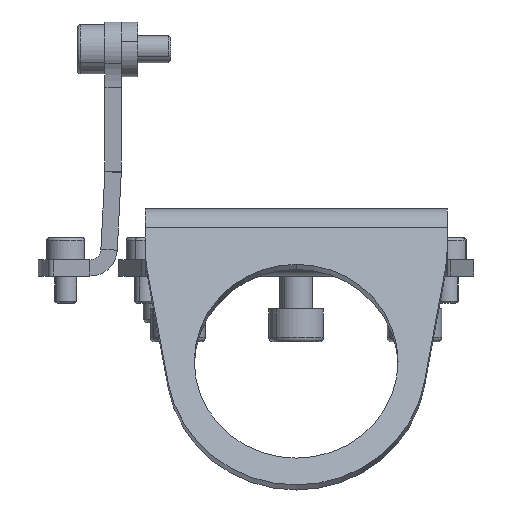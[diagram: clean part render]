
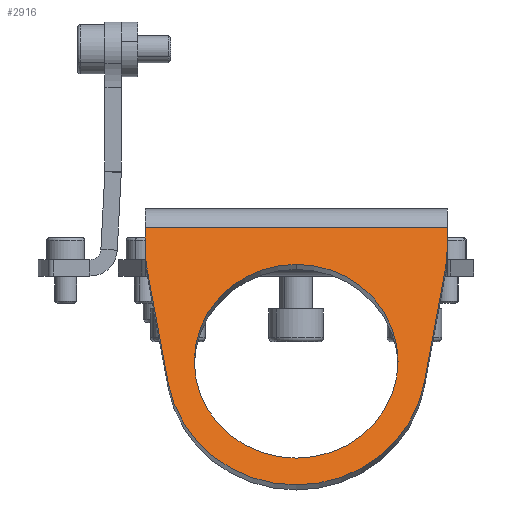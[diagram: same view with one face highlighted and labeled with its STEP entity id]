
A CAD part, left-side view. The second image highlights one B-rep face of the part: STEP entity #2916.
In plain terms, the highlighted planar face has unit normal (-0.951, 0, 0.309).
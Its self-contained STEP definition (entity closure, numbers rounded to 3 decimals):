
#175 = DIRECTION ( 'NONE',  ( -0.309, 0., -0.951 ) ) ;
#370 = AXIS2_PLACEMENT_3D ( 'NONE', #2123, #6869, #2792 ) ;
#578 = VERTEX_POINT ( 'NONE', #7477 ) ;
#701 = DIRECTION ( 'NONE',  ( -0.951, 0., 0.309 ) ) ;
#801 = VECTOR ( 'NONE', #8889, 1000. ) ;
#930 = CIRCLE ( 'NONE', #2355, 23.8 ) ;
#942 = LINE ( 'NONE', #1367, #4356 ) ;
#1280 = VERTEX_POINT ( 'NONE', #3389 ) ;
#1367 = CARTESIAN_POINT ( 'NONE',  ( -56.366, 1441.636, -906.673 ) ) ;
#1581 = CARTESIAN_POINT ( 'NONE',  ( -61.75, 1384.196, -923.244 ) ) ;
#1709 = EDGE_CURVE ( 'NONE', #8708, #1280, #2419, .T. ) ;
#2062 = VECTOR ( 'NONE', #5440, 1000. ) ;
#2103 = VERTEX_POINT ( 'NONE', #1581 ) ;
#2123 = CARTESIAN_POINT ( 'NONE',  ( -67.038, 1411.38, -939.517 ) ) ;
#2178 = AXIS2_PLACEMENT_3D ( 'NONE', #2259, #7023, #2933 ) ;
#2233 = ORIENTED_EDGE ( 'NONE', *, *, #6386, .F. ) ;
#2259 = CARTESIAN_POINT ( 'NONE',  ( -60.141, 1409.02, -918.29 ) ) ;
#2286 = LINE ( 'NONE', #3615, #3868 ) ;
#2355 = AXIS2_PLACEMENT_3D ( 'NONE', #8007, #3880, #8680 ) ;
#2419 = LINE ( 'NONE', #4091, #801 ) ;
#2425 = CARTESIAN_POINT ( 'NONE',  ( -57.006, 1453.38, -908.642 ) ) ;
#2454 = CARTESIAN_POINT ( 'NONE',  ( -67.038, 1411.38, -939.517 ) ) ;
#2623 = ORIENTED_EDGE ( 'NONE', *, *, #5024, .F. ) ;
#2644 = CIRCLE ( 'NONE', #2178, 30. ) ;
#2750 = CIRCLE ( 'NONE', #8023, 18.65 ) ;
#2792 = DIRECTION ( 'NONE',  ( 0.309, 0., 0.951 ) ) ;
#2794 = EDGE_CURVE ( 'NONE', #5880, #7739, #2286, .T. ) ;
#2916 = ADVANCED_FACE ( 'NONE', ( #4818, #8274 ), #7906, .T. ) ;
#2933 = DIRECTION ( 'NONE',  ( 0.309, 0., 0.951 ) ) ;
#2982 = CARTESIAN_POINT ( 'NONE',  ( -72.801, 1411.38, -957.254 ) ) ;
#3133 = DIRECTION ( 'NONE',  ( 0.309, 0., 0.951 ) ) ;
#3389 = CARTESIAN_POINT ( 'NONE',  ( -59.094, 1439.02, -915.068 ) ) ;
#3429 = ORIENTED_EDGE ( 'NONE', *, *, #5100, .F. ) ;
#3615 = CARTESIAN_POINT ( 'NONE',  ( -57.006, 1383.74, -908.642 ) ) ;
#3738 = CARTESIAN_POINT ( 'NONE',  ( -61.275, 1411.38, -921.78 ) ) ;
#3744 = VERTEX_POINT ( 'NONE', #3738 ) ;
#3851 = DIRECTION ( 'NONE',  ( 0., -1., 0. ) ) ;
#3866 = LINE ( 'NONE', #4763, #2062 ) ;
#3868 = VECTOR ( 'NONE', #175, 1000. ) ;
#3880 = DIRECTION ( 'NONE',  ( 0.951, 0., -0.309 ) ) ;
#3883 = EDGE_CURVE ( 'NONE', #1280, #5880, #4797, .T. ) ;
#3887 = ORIENTED_EDGE ( 'NONE', *, *, #3883, .F. ) ;
#3988 = CIRCLE ( 'NONE', #7533, 30. ) ;
#4026 = CARTESIAN_POINT ( 'NONE',  ( -68.315, 1434.818, -943.447 ) ) ;
#4091 = CARTESIAN_POINT ( 'NONE',  ( -57.006, 1439.02, -908.642 ) ) ;
#4231 = EDGE_CURVE ( 'NONE', #5281, #578, #942, .T. ) ;
#4325 = ORIENTED_EDGE ( 'NONE', *, *, #6357, .T. ) ;
#4356 = VECTOR ( 'NONE', #5437, 1000. ) ;
#4435 = DIRECTION ( 'NONE',  ( -0.951, 0., 0.309 ) ) ;
#4496 = ORIENTED_EDGE ( 'NONE', *, *, #4889, .T. ) ;
#4498 = ORIENTED_EDGE ( 'NONE', *, *, #7146, .F. ) ;
#4540 = CARTESIAN_POINT ( 'NONE',  ( -59.094, 1453.38, -915.068 ) ) ;
#4621 = EDGE_LOOP ( 'NONE', ( #2233, #2623 ) ) ;
#4731 = ORIENTED_EDGE ( 'NONE', *, *, #2794, .F. ) ;
#4763 = CARTESIAN_POINT ( 'NONE',  ( -60.805, 1383.656, -920.335 ) ) ;
#4775 = CARTESIAN_POINT ( 'NONE',  ( -60.141, 1413.74, -918.29 ) ) ;
#4797 = LINE ( 'NONE', #4540, #8040 ) ;
#4818 = FACE_BOUND ( 'NONE', #4621, .T. ) ;
#4889 = EDGE_CURVE ( 'NONE', #8708, #578, #2644, .T. ) ;
#4957 = CIRCLE ( 'NONE', #370, 18.65 ) ;
#5024 = EDGE_CURVE ( 'NONE', #8099, #3744, #2750, .T. ) ;
#5078 = ORIENTED_EDGE ( 'NONE', *, *, #4231, .F. ) ;
#5100 = EDGE_CURVE ( 'NONE', #5485, #5281, #930, .T. ) ;
#5281 = VERTEX_POINT ( 'NONE', #4026 ) ;
#5403 = ORIENTED_EDGE ( 'NONE', *, *, #1709, .F. ) ;
#5437 = DIRECTION ( 'NONE',  ( 0.304, 0.174, 0.937 ) ) ;
#5440 = DIRECTION ( 'NONE',  ( -0.304, 0.174, -0.937 ) ) ;
#5467 = DIRECTION ( 'NONE',  ( 0.309, 0., 0.951 ) ) ;
#5485 = VERTEX_POINT ( 'NONE', #7816 ) ;
#5880 = VERTEX_POINT ( 'NONE', #6259 ) ;
#6227 = EDGE_LOOP ( 'NONE', ( #5403, #4496, #5078, #3429, #4498, #4325, #4731, #3887 ) ) ;
#6259 = CARTESIAN_POINT ( 'NONE',  ( -59.094, 1383.74, -915.068 ) ) ;
#6357 = EDGE_CURVE ( 'NONE', #2103, #7739, #3988, .T. ) ;
#6386 = EDGE_CURVE ( 'NONE', #3744, #8099, #4957, .T. ) ;
#6869 = DIRECTION ( 'NONE',  ( -0.951, 0., 0.309 ) ) ;
#7023 = DIRECTION ( 'NONE',  ( -0.951, 0., 0.309 ) ) ;
#7146 = EDGE_CURVE ( 'NONE', #2103, #5485, #3866, .T. ) ;
#7238 = DIRECTION ( 'NONE',  ( -0.951, 0., 0.309 ) ) ;
#7477 = CARTESIAN_POINT ( 'NONE',  ( -61.75, 1438.564, -923.244 ) ) ;
#7533 = AXIS2_PLACEMENT_3D ( 'NONE', #4775, #701, #5467 ) ;
#7739 = VERTEX_POINT ( 'NONE', #8837 ) ;
#7816 = CARTESIAN_POINT ( 'NONE',  ( -68.315, 1387.941, -943.447 ) ) ;
#7906 = PLANE ( 'NONE',  #8881 ) ;
#8007 = CARTESIAN_POINT ( 'NONE',  ( -67.038, 1411.38, -939.517 ) ) ;
#8023 = AXIS2_PLACEMENT_3D ( 'NONE', #2454, #7238, #3133 ) ;
#8040 = VECTOR ( 'NONE', #3851, 1000. ) ;
#8099 = VERTEX_POINT ( 'NONE', #2982 ) ;
#8274 = FACE_OUTER_BOUND ( 'NONE', #6227, .T. ) ;
#8528 = CARTESIAN_POINT ( 'NONE',  ( -60.141, 1439.02, -918.29 ) ) ;
#8580 = DIRECTION ( 'NONE',  ( 0.309, 0., 0.951 ) ) ;
#8680 = DIRECTION ( 'NONE',  ( 0.309, 0., 0.951 ) ) ;
#8708 = VERTEX_POINT ( 'NONE', #8528 ) ;
#8837 = CARTESIAN_POINT ( 'NONE',  ( -60.141, 1383.74, -918.29 ) ) ;
#8881 = AXIS2_PLACEMENT_3D ( 'NONE', #2425, #4435, #8580 ) ;
#8889 = DIRECTION ( 'NONE',  ( 0.309, 0., 0.951 ) ) ;
